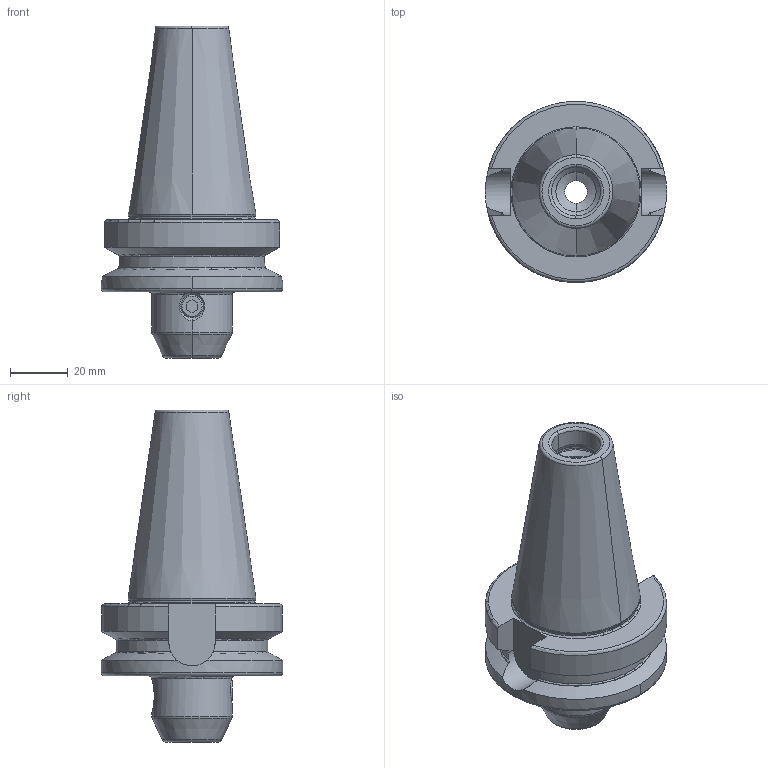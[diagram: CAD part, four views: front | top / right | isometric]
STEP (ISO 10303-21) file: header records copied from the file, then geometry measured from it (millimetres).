
FILE_DESCRIPTION((''),'2;1');
FILE_NAME('405_04_08','2020-07-23T',('101107'),(''),'CREO PARAMETRIC BY PTC INC, 2016260','CREO PARAMETRIC BY PTC INC, 2016260','');
FILE_SCHEMA(('CONFIG_CONTROL_DESIGN'));
Length unit declared in the file: millimetre
Products named in the file (1): 405_04_08
Bounding box: 63 x 63 x 115.4 mm (x, y, z)
Volume: 131529.7 mm3; surface area: 24652.3 mm2
Topology: 1 solids, 1 shells, 103 faces, 249 edges, 148 vertices
Faces by surface type: torus 27, cylinder 24, plane 24, cone 22, bspline 4, sphere 2
Entity records: 3403 total; most frequent: CARTESIAN_POINT 977, DIRECTION 523, ORIENTED_EDGE 494, EDGE_CURVE 247, AXIS2_PLACEMENT_3D 218, VERTEX_POINT 148, CIRCLE 116, EDGE_LOOP 107
